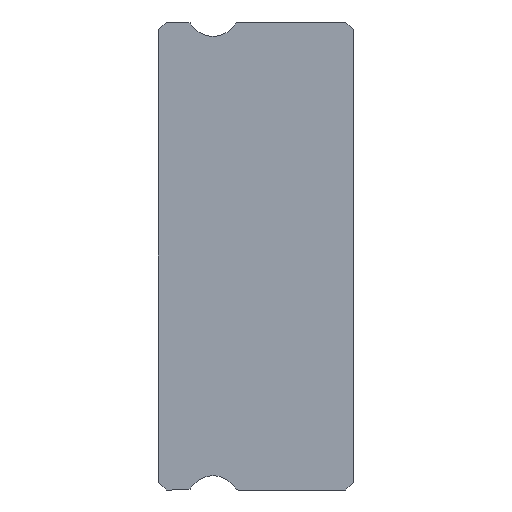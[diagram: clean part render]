
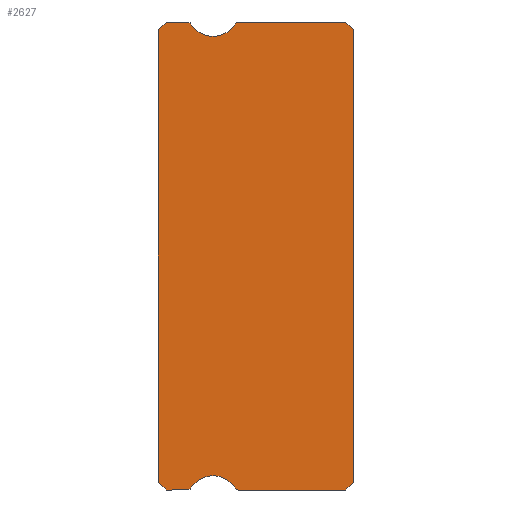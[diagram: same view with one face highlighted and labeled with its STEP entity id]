
A CAD part, left-side view. The second image highlights one B-rep face of the part: STEP entity #2627.
In plain terms, the highlighted planar face has unit normal (-1, 0, 0).
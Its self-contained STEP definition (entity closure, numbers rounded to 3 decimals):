
#10 = CARTESIAN_POINT ( 'NONE',  ( -5., 7.5, 8.7 ) ) ;
#42 = ORIENTED_EDGE ( 'NONE', *, *, #2230, .T. ) ;
#77 = VERTEX_POINT ( 'NONE', #1417 ) ;
#82 = ORIENTED_EDGE ( 'NONE', *, *, #2098, .T. ) ;
#135 = VERTEX_POINT ( 'NONE', #2210 ) ;
#136 = DIRECTION ( 'NONE',  ( -1., 0., 0. ) ) ;
#146 = AXIS2_PLACEMENT_3D ( 'NONE', #2186, #1425, #2638 ) ;
#166 = CARTESIAN_POINT ( 'NONE',  ( -5., 5.4, -9.45 ) ) ;
#210 = LINE ( 'NONE', #1740, #2795 ) ;
#253 = VECTOR ( 'NONE', #1770, 1000. ) ;
#255 = CARTESIAN_POINT ( 'NONE',  ( -5., 6.381, -9. ) ) ;
#274 = CARTESIAN_POINT ( 'NONE',  ( -5., 7.2, 9. ) ) ;
#297 = VERTEX_POINT ( 'NONE', #1342 ) ;
#302 = EDGE_CURVE ( 'NONE', #999, #1593, #1213, .T. ) ;
#430 = DIRECTION ( 'NONE',  ( 0., 0., -1. ) ) ;
#449 = DIRECTION ( 'NONE',  ( 0., 1., 0. ) ) ;
#460 = CARTESIAN_POINT ( 'NONE',  ( -5., 4.419, -8.85 ) ) ;
#472 = AXIS2_PLACEMENT_3D ( 'NONE', #1777, #2780, #539 ) ;
#515 = EDGE_CURVE ( 'NONE', #1899, #837, #1977, .T. ) ;
#539 = DIRECTION ( 'NONE',  ( 0., 0., -1. ) ) ;
#545 = CARTESIAN_POINT ( 'NONE',  ( -5., 5.4, 8.45 ) ) ;
#565 = EDGE_CURVE ( 'NONE', #2085, #1705, #1463, .T. ) ;
#578 = CARTESIAN_POINT ( 'NONE',  ( -5., 5.4, 9.45 ) ) ;
#583 = EDGE_CURVE ( 'NONE', #837, #77, #2750, .T. ) ;
#584 = EDGE_CURVE ( 'NONE', #3006, #1967, #2971, .T. ) ;
#610 = VECTOR ( 'NONE', #2478, 1000. ) ;
#654 = VERTEX_POINT ( 'NONE', #742 ) ;
#662 = CARTESIAN_POINT ( 'NONE',  ( -5., 0., -8.7 ) ) ;
#710 = DIRECTION ( 'NONE',  ( 0., 0.707, -0.707 ) ) ;
#715 = ORIENTED_EDGE ( 'NONE', *, *, #2255, .F. ) ;
#716 = VECTOR ( 'NONE', #710, 1000. ) ;
#736 = DIRECTION ( 'NONE',  ( 0., -0.707, -0.707 ) ) ;
#742 = CARTESIAN_POINT ( 'NONE',  ( -5., 7.5, -8.7 ) ) ;
#753 = CARTESIAN_POINT ( 'NONE',  ( -5., 7.2, -9. ) ) ;
#769 = VECTOR ( 'NONE', #1245, 1000. ) ;
#837 = VERTEX_POINT ( 'NONE', #900 ) ;
#847 = CIRCLE ( 'NONE', #2170, 0.15 ) ;
#860 = AXIS2_PLACEMENT_3D ( 'NONE', #2135, #1870, #876 ) ;
#876 = DIRECTION ( 'NONE',  ( 0., 0., -1. ) ) ;
#900 = CARTESIAN_POINT ( 'NONE',  ( -5., 0.3, -9. ) ) ;
#958 = CIRCLE ( 'NONE', #146, 0.15 ) ;
#983 = EDGE_CURVE ( 'NONE', #654, #1353, #2985, .T. ) ;
#996 = EDGE_CURVE ( 'NONE', #1705, #1526, #2762, .T. ) ;
#999 = VERTEX_POINT ( 'NONE', #1715 ) ;
#1038 = VECTOR ( 'NONE', #449, 1000. ) ;
#1046 = ORIENTED_EDGE ( 'NONE', *, *, #1270, .F. ) ;
#1089 = CARTESIAN_POINT ( 'NONE',  ( -5., 7.2, 9. ) ) ;
#1106 = ORIENTED_EDGE ( 'NONE', *, *, #2876, .F. ) ;
#1109 = EDGE_CURVE ( 'NONE', #1573, #999, #958, .T. ) ;
#1156 = VERTEX_POINT ( 'NONE', #2157 ) ;
#1209 = ORIENTED_EDGE ( 'NONE', *, *, #565, .F. ) ;
#1213 = CIRCLE ( 'NONE', #2632, 1. ) ;
#1232 = DIRECTION ( 'NONE',  ( 1., 0., 0. ) ) ;
#1245 = DIRECTION ( 'NONE',  ( 0., 0.707, -0.707 ) ) ;
#1265 = VECTOR ( 'NONE', #736, 1000. ) ;
#1270 = EDGE_CURVE ( 'NONE', #654, #1967, #210, .T. ) ;
#1286 = CARTESIAN_POINT ( 'NONE',  ( -5., 6.381, 9. ) ) ;
#1296 = EDGE_CURVE ( 'NONE', #77, #2818, #847, .T. ) ;
#1342 = CARTESIAN_POINT ( 'NONE',  ( -5., 6.381, -9. ) ) ;
#1353 = VERTEX_POINT ( 'NONE', #1444 ) ;
#1382 = ORIENTED_EDGE ( 'NONE', *, *, #2933, .F. ) ;
#1417 = CARTESIAN_POINT ( 'NONE',  ( -5., 4.419, -9. ) ) ;
#1425 = DIRECTION ( 'NONE',  ( 1., 0., 0. ) ) ;
#1444 = CARTESIAN_POINT ( 'NONE',  ( -5., 7.2, -9. ) ) ;
#1460 = CARTESIAN_POINT ( 'NONE',  ( -5., 4.547, -8.928 ) ) ;
#1463 = LINE ( 'NONE', #1528, #610 ) ;
#1483 = DIRECTION ( 'NONE',  ( 0., 0., -1. ) ) ;
#1494 = VECTOR ( 'NONE', #2752, 1000. ) ;
#1526 = VERTEX_POINT ( 'NONE', #2304 ) ;
#1528 = CARTESIAN_POINT ( 'NONE',  ( -5., 6.381, 9. ) ) ;
#1543 = ORIENTED_EDGE ( 'NONE', *, *, #583, .F. ) ;
#1554 = AXIS2_PLACEMENT_3D ( 'NONE', #2420, #136, #2611 ) ;
#1573 = VERTEX_POINT ( 'NONE', #1286 ) ;
#1593 = VERTEX_POINT ( 'NONE', #545 ) ;
#1634 = CARTESIAN_POINT ( 'NONE',  ( -5., 0.3, 9. ) ) ;
#1664 = EDGE_CURVE ( 'NONE', #1899, #1526, #2268, .T. ) ;
#1705 = VERTEX_POINT ( 'NONE', #1634 ) ;
#1710 = ORIENTED_EDGE ( 'NONE', *, *, #1664, .T. ) ;
#1712 = CIRCLE ( 'NONE', #2974, 0.15 ) ;
#1715 = CARTESIAN_POINT ( 'NONE',  ( -5., 6.253, 8.928 ) ) ;
#1740 = CARTESIAN_POINT ( 'NONE',  ( -5., 7.5, 8.85 ) ) ;
#1770 = DIRECTION ( 'NONE',  ( 0., 0., 1. ) ) ;
#1772 = CARTESIAN_POINT ( 'NONE',  ( -5., 0.3, 9. ) ) ;
#1777 = CARTESIAN_POINT ( 'NONE',  ( -5., 6.381, 8.85 ) ) ;
#1792 = CARTESIAN_POINT ( 'NONE',  ( -5., 4.419, 9. ) ) ;
#1795 = DIRECTION ( 'NONE',  ( 0., 0., -1. ) ) ;
#1809 = FACE_OUTER_BOUND ( 'NONE', #2610, .T. ) ;
#1850 = EDGE_CURVE ( 'NONE', #135, #297, #1712, .T. ) ;
#1870 = DIRECTION ( 'NONE',  ( 1., 0., 0. ) ) ;
#1891 = ORIENTED_EDGE ( 'NONE', *, *, #302, .F. ) ;
#1899 = VERTEX_POINT ( 'NONE', #662 ) ;
#1956 = CARTESIAN_POINT ( 'NONE',  ( -5., 0., -8.7 ) ) ;
#1967 = VERTEX_POINT ( 'NONE', #10 ) ;
#1977 = LINE ( 'NONE', #1956, #769 ) ;
#2059 = VECTOR ( 'NONE', #2219, 1000. ) ;
#2085 = VERTEX_POINT ( 'NONE', #1792 ) ;
#2098 = EDGE_CURVE ( 'NONE', #1573, #3006, #2556, .T. ) ;
#2135 = CARTESIAN_POINT ( 'NONE',  ( -5., 4.419, 8.85 ) ) ;
#2157 = CARTESIAN_POINT ( 'NONE',  ( -5., 4.547, 8.928 ) ) ;
#2170 = AXIS2_PLACEMENT_3D ( 'NONE', #460, #1232, #430 ) ;
#2186 = CARTESIAN_POINT ( 'NONE',  ( -5., 6.381, 8.85 ) ) ;
#2210 = CARTESIAN_POINT ( 'NONE',  ( -5., 6.253, -8.928 ) ) ;
#2211 = CARTESIAN_POINT ( 'NONE',  ( -5., 6.381, -9. ) ) ;
#2219 = DIRECTION ( 'NONE',  ( 0., -0.707, -0.707 ) ) ;
#2230 = EDGE_CURVE ( 'NONE', #1353, #297, #2468, .T. ) ;
#2247 = ORIENTED_EDGE ( 'NONE', *, *, #1109, .F. ) ;
#2255 = EDGE_CURVE ( 'NONE', #2818, #135, #2543, .T. ) ;
#2268 = LINE ( 'NONE', #3279, #253 ) ;
#2272 = ORIENTED_EDGE ( 'NONE', *, *, #1850, .F. ) ;
#2304 = CARTESIAN_POINT ( 'NONE',  ( -5., 0., 8.7 ) ) ;
#2420 = CARTESIAN_POINT ( 'NONE',  ( -5., 5.4, 9.45 ) ) ;
#2468 = LINE ( 'NONE', #2211, #3238 ) ;
#2477 = ORIENTED_EDGE ( 'NONE', *, *, #584, .T. ) ;
#2478 = DIRECTION ( 'NONE',  ( 0., -1., 0. ) ) ;
#2543 = CIRCLE ( 'NONE', #3131, 1. ) ;
#2556 = LINE ( 'NONE', #274, #1494 ) ;
#2584 = DIRECTION ( 'NONE',  ( -1., 0., 0. ) ) ;
#2610 = EDGE_LOOP ( 'NONE', ( #1046, #2936, #42, #2272, #715, #2653, #1543, #2991, #1710, #3190, #1209, #1382, #1106, #1891, #2247, #82, #2477 ) ) ;
#2611 = DIRECTION ( 'NONE',  ( 0., 0., -1. ) ) ;
#2627 = ADVANCED_FACE ( 'NONE', ( #1809 ), #2812, .F. ) ;
#2632 = AXIS2_PLACEMENT_3D ( 'NONE', #578, #2584, #1795 ) ;
#2638 = DIRECTION ( 'NONE',  ( 0., 0., -1. ) ) ;
#2653 = ORIENTED_EDGE ( 'NONE', *, *, #1296, .F. ) ;
#2661 = CIRCLE ( 'NONE', #1554, 1. ) ;
#2729 = DIRECTION ( 'NONE',  ( 0., -1., 0. ) ) ;
#2739 = DIRECTION ( 'NONE',  ( 1., 0., 0. ) ) ;
#2750 = LINE ( 'NONE', #255, #1038 ) ;
#2752 = DIRECTION ( 'NONE',  ( 0., 1., 0. ) ) ;
#2762 = LINE ( 'NONE', #1772, #2059 ) ;
#2763 = DIRECTION ( 'NONE',  ( 0., 0., 1. ) ) ;
#2780 = DIRECTION ( 'NONE',  ( 1., 0., 0. ) ) ;
#2795 = VECTOR ( 'NONE', #2763, 1000. ) ;
#2812 = PLANE ( 'NONE',  #472 ) ;
#2818 = VERTEX_POINT ( 'NONE', #1460 ) ;
#2876 = EDGE_CURVE ( 'NONE', #1593, #1156, #2661, .T. ) ;
#2933 = EDGE_CURVE ( 'NONE', #1156, #2085, #3029, .T. ) ;
#2936 = ORIENTED_EDGE ( 'NONE', *, *, #983, .T. ) ;
#2954 = CARTESIAN_POINT ( 'NONE',  ( -5., 6.381, -8.85 ) ) ;
#2971 = LINE ( 'NONE', #2988, #716 ) ;
#2974 = AXIS2_PLACEMENT_3D ( 'NONE', #2954, #2739, #1483 ) ;
#2985 = LINE ( 'NONE', #753, #1265 ) ;
#2988 = CARTESIAN_POINT ( 'NONE',  ( -5., 7.5, 8.7 ) ) ;
#2991 = ORIENTED_EDGE ( 'NONE', *, *, #515, .F. ) ;
#3006 = VERTEX_POINT ( 'NONE', #1089 ) ;
#3029 = CIRCLE ( 'NONE', #860, 0.15 ) ;
#3071 = DIRECTION ( 'NONE',  ( 0., 0., -1. ) ) ;
#3131 = AXIS2_PLACEMENT_3D ( 'NONE', #166, #3214, #3071 ) ;
#3190 = ORIENTED_EDGE ( 'NONE', *, *, #996, .F. ) ;
#3214 = DIRECTION ( 'NONE',  ( -1., 0., 0. ) ) ;
#3238 = VECTOR ( 'NONE', #2729, 1000. ) ;
#3279 = CARTESIAN_POINT ( 'NONE',  ( -5., 0., 8.7 ) ) ;
